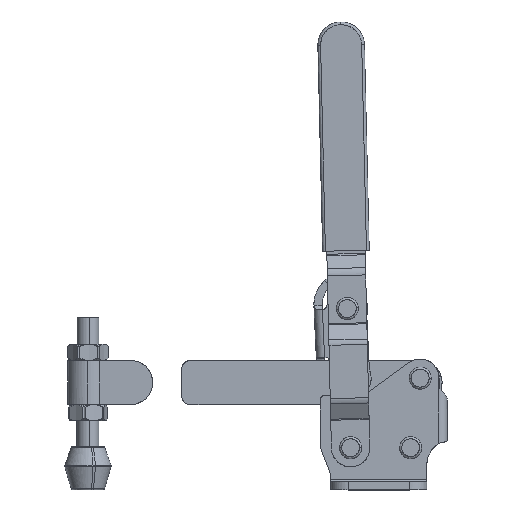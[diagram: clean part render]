
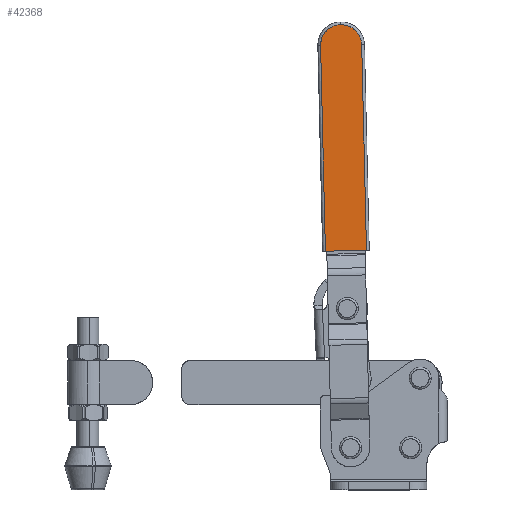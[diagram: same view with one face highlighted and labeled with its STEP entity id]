
A CAD part, top view. The second image highlights one B-rep face of the part: STEP entity #42368.
In plain terms, the highlighted planar face has unit normal (0, 0, 1).
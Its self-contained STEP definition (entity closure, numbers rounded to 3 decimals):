
#42212=CARTESIAN_POINT('Axis2P3D Location',(-1.675,102.078,-11.617)) ;
#42218=CARTESIAN_POINT('Control Point',(-16.671,101.726,-11.617)) ;
#42219=CARTESIAN_POINT('Control Point',(-1.675,102.078,-11.617)) ;
#42220=CARTESIAN_POINT('Vertex',(-16.671,101.726,-11.617)) ;
#42222=CARTESIAN_POINT('Vertex',(-1.675,102.078,-11.617)) ;
#42226=CARTESIAN_POINT('Control Point',(-1.675,102.078,-11.617)) ;
#42227=CARTESIAN_POINT('Control Point',(-3.432,177.057,-11.617)) ;
#42228=CARTESIAN_POINT('Vertex',(-3.432,177.057,-11.617)) ;
#42232=CARTESIAN_POINT('Control Point',(-3.432,177.057,-11.617)) ;
#42233=CARTESIAN_POINT('Control Point',(-3.449,177.796,-11.617)) ;
#42234=CARTESIAN_POINT('Control Point',(-3.61,178.517,-11.617)) ;
#42235=CARTESIAN_POINT('Vertex',(-3.61,178.517,-11.617)) ;
#42239=CARTESIAN_POINT('Control Point',(-3.61,178.517,-11.617)) ;
#42240=CARTESIAN_POINT('Control Point',(-3.771,179.237,-11.617)) ;
#42241=CARTESIAN_POINT('Control Point',(-4.07,179.913,-11.617)) ;
#42242=CARTESIAN_POINT('Vertex',(-4.07,179.913,-11.617)) ;
#42246=CARTESIAN_POINT('Control Point',(-4.07,179.913,-11.617)) ;
#42247=CARTESIAN_POINT('Control Point',(-4.368,180.589,-11.617)) ;
#42248=CARTESIAN_POINT('Control Point',(-4.793,181.193,-11.617)) ;
#42249=CARTESIAN_POINT('Vertex',(-4.793,181.193,-11.617)) ;
#42253=CARTESIAN_POINT('Control Point',(-4.793,181.193,-11.617)) ;
#42254=CARTESIAN_POINT('Control Point',(-5.218,181.798,-11.617)) ;
#42255=CARTESIAN_POINT('Control Point',(-5.752,182.308,-11.617)) ;
#42256=CARTESIAN_POINT('Vertex',(-5.752,182.308,-11.617)) ;
#42260=CARTESIAN_POINT('Control Point',(-5.752,182.308,-11.617)) ;
#42261=CARTESIAN_POINT('Control Point',(-6.286,182.817,-11.617)) ;
#42262=CARTESIAN_POINT('Control Point',(-6.91,183.213,-11.617)) ;
#42263=CARTESIAN_POINT('Vertex',(-6.91,183.213,-11.617)) ;
#42267=CARTESIAN_POINT('Control Point',(-6.91,183.213,-11.617)) ;
#42268=CARTESIAN_POINT('Control Point',(-7.534,183.609,-11.617)) ;
#42269=CARTESIAN_POINT('Control Point',(-8.223,183.876,-11.617)) ;
#42270=CARTESIAN_POINT('Vertex',(-8.223,183.876,-11.617)) ;
#42274=CARTESIAN_POINT('Control Point',(-8.223,183.876,-11.617)) ;
#42275=CARTESIAN_POINT('Control Point',(-8.911,184.143,-11.617)) ;
#42276=CARTESIAN_POINT('Control Point',(-9.639,184.27,-11.617)) ;
#42277=CARTESIAN_POINT('Vertex',(-9.639,184.27,-11.617)) ;
#42281=CARTESIAN_POINT('Control Point',(-9.639,184.27,-11.617)) ;
#42282=CARTESIAN_POINT('Control Point',(-10.367,184.397,-11.617)) ;
#42283=CARTESIAN_POINT('Control Point',(-11.105,184.379,-11.617)) ;
#42284=CARTESIAN_POINT('Vertex',(-11.105,184.379,-11.617)) ;
#42288=CARTESIAN_POINT('Control Point',(-11.105,184.379,-11.617)) ;
#42289=CARTESIAN_POINT('Control Point',(-11.844,184.362,-11.617)) ;
#42290=CARTESIAN_POINT('Control Point',(-12.565,184.201,-11.617)) ;
#42291=CARTESIAN_POINT('Vertex',(-12.565,184.201,-11.617)) ;
#42295=CARTESIAN_POINT('Control Point',(-12.565,184.201,-11.617)) ;
#42296=CARTESIAN_POINT('Control Point',(-13.286,184.04,-11.617)) ;
#42297=CARTESIAN_POINT('Control Point',(-13.961,183.741,-11.617)) ;
#42298=CARTESIAN_POINT('Vertex',(-13.961,183.741,-11.617)) ;
#42302=CARTESIAN_POINT('Control Point',(-13.961,183.741,-11.617)) ;
#42303=CARTESIAN_POINT('Control Point',(-14.637,183.443,-11.617)) ;
#42304=CARTESIAN_POINT('Control Point',(-15.241,183.018,-11.617)) ;
#42305=CARTESIAN_POINT('Vertex',(-15.241,183.018,-11.617)) ;
#42309=CARTESIAN_POINT('Control Point',(-15.241,183.018,-11.617)) ;
#42310=CARTESIAN_POINT('Control Point',(-15.846,182.594,-11.617)) ;
#42311=CARTESIAN_POINT('Control Point',(-16.356,182.059,-11.617)) ;
#42312=CARTESIAN_POINT('Vertex',(-16.356,182.059,-11.617)) ;
#42316=CARTESIAN_POINT('Control Point',(-16.356,182.059,-11.617)) ;
#42317=CARTESIAN_POINT('Control Point',(-16.866,181.525,-11.617)) ;
#42318=CARTESIAN_POINT('Control Point',(-17.262,180.901,-11.617)) ;
#42319=CARTESIAN_POINT('Vertex',(-17.262,180.901,-11.617)) ;
#42323=CARTESIAN_POINT('Control Point',(-17.262,180.901,-11.617)) ;
#42324=CARTESIAN_POINT('Control Point',(-17.657,180.277,-11.617)) ;
#42325=CARTESIAN_POINT('Control Point',(-17.924,179.589,-11.617)) ;
#42326=CARTESIAN_POINT('Vertex',(-17.924,179.589,-11.617)) ;
#42330=CARTESIAN_POINT('Control Point',(-17.924,179.589,-11.617)) ;
#42331=CARTESIAN_POINT('Control Point',(-18.191,178.9,-11.617)) ;
#42332=CARTESIAN_POINT('Control Point',(-18.318,178.172,-11.617)) ;
#42333=CARTESIAN_POINT('Vertex',(-18.318,178.172,-11.617)) ;
#42337=CARTESIAN_POINT('Control Point',(-18.318,178.172,-11.617)) ;
#42338=CARTESIAN_POINT('Control Point',(-18.445,177.444,-11.617)) ;
#42339=CARTESIAN_POINT('Control Point',(-18.428,176.706,-11.617)) ;
#42340=CARTESIAN_POINT('Vertex',(-18.428,176.706,-11.617)) ;
#42344=CARTESIAN_POINT('Control Point',(-18.428,176.706,-11.617)) ;
#42345=CARTESIAN_POINT('Control Point',(-16.671,101.726,-11.617)) ;
#42213=DIRECTION('Axis2P3D Direction',(0.,0.,1.)) ;
#42214=DIRECTION('Axis2P3D XDirection',(-0.023,1.,0.)) ;
#42215=AXIS2_PLACEMENT_3D('Plane Axis2P3D',#42212,#42213,#42214) ;
#42348=ORIENTED_EDGE('',*,*,#42224,.T.) ;
#42349=ORIENTED_EDGE('',*,*,#42230,.T.) ;
#42350=ORIENTED_EDGE('',*,*,#42237,.T.) ;
#42351=ORIENTED_EDGE('',*,*,#42244,.T.) ;
#42352=ORIENTED_EDGE('',*,*,#42251,.T.) ;
#42353=ORIENTED_EDGE('',*,*,#42258,.T.) ;
#42354=ORIENTED_EDGE('',*,*,#42265,.T.) ;
#42355=ORIENTED_EDGE('',*,*,#42272,.T.) ;
#42356=ORIENTED_EDGE('',*,*,#42279,.T.) ;
#42357=ORIENTED_EDGE('',*,*,#42286,.T.) ;
#42358=ORIENTED_EDGE('',*,*,#42293,.T.) ;
#42359=ORIENTED_EDGE('',*,*,#42300,.T.) ;
#42360=ORIENTED_EDGE('',*,*,#42307,.T.) ;
#42361=ORIENTED_EDGE('',*,*,#42314,.T.) ;
#42362=ORIENTED_EDGE('',*,*,#42321,.T.) ;
#42363=ORIENTED_EDGE('',*,*,#42328,.T.) ;
#42364=ORIENTED_EDGE('',*,*,#42335,.T.) ;
#42365=ORIENTED_EDGE('',*,*,#42342,.T.) ;
#42366=ORIENTED_EDGE('',*,*,#42346,.T.) ;
#42368=ADVANCED_FACE('Surface.425',(#42367),#42216,.T.) ;
#42217=B_SPLINE_CURVE_WITH_KNOTS('',1,(#42218,#42219),.UNSPECIFIED.,.F.,.U.,(2,2),(0.,15.),.UNSPECIFIED.) ;
#42225=B_SPLINE_CURVE_WITH_KNOTS('',1,(#42226,#42227),.UNSPECIFIED.,.F.,.U.,(2,2),(0.,75.),.UNSPECIFIED.) ;
#42231=B_SPLINE_CURVE_WITH_KNOTS('',2,(#42232,#42233,#42234),.UNSPECIFIED.,.F.,.U.,(3,3),(0.,1.477),.UNSPECIFIED.) ;
#42238=B_SPLINE_CURVE_WITH_KNOTS('',2,(#42239,#42240,#42241),.UNSPECIFIED.,.F.,.U.,(3,3),(0.,1.477),.UNSPECIFIED.) ;
#42245=B_SPLINE_CURVE_WITH_KNOTS('',2,(#42246,#42247,#42248),.UNSPECIFIED.,.F.,.U.,(3,3),(0.,1.477),.UNSPECIFIED.) ;
#42252=B_SPLINE_CURVE_WITH_KNOTS('',2,(#42253,#42254,#42255),.UNSPECIFIED.,.F.,.U.,(3,3),(0.,1.477),.UNSPECIFIED.) ;
#42259=B_SPLINE_CURVE_WITH_KNOTS('',2,(#42260,#42261,#42262),.UNSPECIFIED.,.F.,.U.,(3,3),(0.,1.477),.UNSPECIFIED.) ;
#42266=B_SPLINE_CURVE_WITH_KNOTS('',2,(#42267,#42268,#42269),.UNSPECIFIED.,.F.,.U.,(3,3),(0.,1.477),.UNSPECIFIED.) ;
#42273=B_SPLINE_CURVE_WITH_KNOTS('',2,(#42274,#42275,#42276),.UNSPECIFIED.,.F.,.U.,(3,3),(0.,1.477),.UNSPECIFIED.) ;
#42280=B_SPLINE_CURVE_WITH_KNOTS('',2,(#42281,#42282,#42283),.UNSPECIFIED.,.F.,.U.,(3,3),(0.,1.477),.UNSPECIFIED.) ;
#42287=B_SPLINE_CURVE_WITH_KNOTS('',2,(#42288,#42289,#42290),.UNSPECIFIED.,.F.,.U.,(3,3),(0.,1.477),.UNSPECIFIED.) ;
#42294=B_SPLINE_CURVE_WITH_KNOTS('',2,(#42295,#42296,#42297),.UNSPECIFIED.,.F.,.U.,(3,3),(0.,1.477),.UNSPECIFIED.) ;
#42301=B_SPLINE_CURVE_WITH_KNOTS('',2,(#42302,#42303,#42304),.UNSPECIFIED.,.F.,.U.,(3,3),(0.,1.477),.UNSPECIFIED.) ;
#42308=B_SPLINE_CURVE_WITH_KNOTS('',2,(#42309,#42310,#42311),.UNSPECIFIED.,.F.,.U.,(3,3),(0.,1.477),.UNSPECIFIED.) ;
#42315=B_SPLINE_CURVE_WITH_KNOTS('',2,(#42316,#42317,#42318),.UNSPECIFIED.,.F.,.U.,(3,3),(0.,1.477),.UNSPECIFIED.) ;
#42322=B_SPLINE_CURVE_WITH_KNOTS('',2,(#42323,#42324,#42325),.UNSPECIFIED.,.F.,.U.,(3,3),(0.,1.477),.UNSPECIFIED.) ;
#42329=B_SPLINE_CURVE_WITH_KNOTS('',2,(#42330,#42331,#42332),.UNSPECIFIED.,.F.,.U.,(3,3),(0.,1.477),.UNSPECIFIED.) ;
#42336=B_SPLINE_CURVE_WITH_KNOTS('',2,(#42337,#42338,#42339),.UNSPECIFIED.,.F.,.U.,(3,3),(0.,1.477),.UNSPECIFIED.) ;
#42343=B_SPLINE_CURVE_WITH_KNOTS('',1,(#42344,#42345),.UNSPECIFIED.,.F.,.U.,(2,2),(0.,75.),.UNSPECIFIED.) ;
#42224=EDGE_CURVE('',#42221,#42223,#42217,.T.) ;
#42230=EDGE_CURVE('',#42223,#42229,#42225,.T.) ;
#42237=EDGE_CURVE('',#42229,#42236,#42231,.T.) ;
#42244=EDGE_CURVE('',#42236,#42243,#42238,.T.) ;
#42251=EDGE_CURVE('',#42243,#42250,#42245,.T.) ;
#42258=EDGE_CURVE('',#42250,#42257,#42252,.T.) ;
#42265=EDGE_CURVE('',#42257,#42264,#42259,.T.) ;
#42272=EDGE_CURVE('',#42264,#42271,#42266,.T.) ;
#42279=EDGE_CURVE('',#42271,#42278,#42273,.T.) ;
#42286=EDGE_CURVE('',#42278,#42285,#42280,.T.) ;
#42293=EDGE_CURVE('',#42285,#42292,#42287,.T.) ;
#42300=EDGE_CURVE('',#42292,#42299,#42294,.T.) ;
#42307=EDGE_CURVE('',#42299,#42306,#42301,.T.) ;
#42314=EDGE_CURVE('',#42306,#42313,#42308,.T.) ;
#42321=EDGE_CURVE('',#42313,#42320,#42315,.T.) ;
#42328=EDGE_CURVE('',#42320,#42327,#42322,.T.) ;
#42335=EDGE_CURVE('',#42327,#42334,#42329,.T.) ;
#42342=EDGE_CURVE('',#42334,#42341,#42336,.T.) ;
#42346=EDGE_CURVE('',#42341,#42221,#42343,.T.) ;
#42347=EDGE_LOOP('',(#42348,#42349,#42350,#42351,#42352,#42353,#42354,#42355,#42356,#42357,#42358,#42359,#42360,#42361,#42362,#42363,#42364,#42365,#42366)) ;
#42367=FACE_OUTER_BOUND('',#42347,.T.) ;
#42216=PLANE('Plane',#42215) ;
#42221=VERTEX_POINT('',#42220) ;
#42223=VERTEX_POINT('',#42222) ;
#42229=VERTEX_POINT('',#42228) ;
#42236=VERTEX_POINT('',#42235) ;
#42243=VERTEX_POINT('',#42242) ;
#42250=VERTEX_POINT('',#42249) ;
#42257=VERTEX_POINT('',#42256) ;
#42264=VERTEX_POINT('',#42263) ;
#42271=VERTEX_POINT('',#42270) ;
#42278=VERTEX_POINT('',#42277) ;
#42285=VERTEX_POINT('',#42284) ;
#42292=VERTEX_POINT('',#42291) ;
#42299=VERTEX_POINT('',#42298) ;
#42306=VERTEX_POINT('',#42305) ;
#42313=VERTEX_POINT('',#42312) ;
#42320=VERTEX_POINT('',#42319) ;
#42327=VERTEX_POINT('',#42326) ;
#42334=VERTEX_POINT('',#42333) ;
#42341=VERTEX_POINT('',#42340) ;
